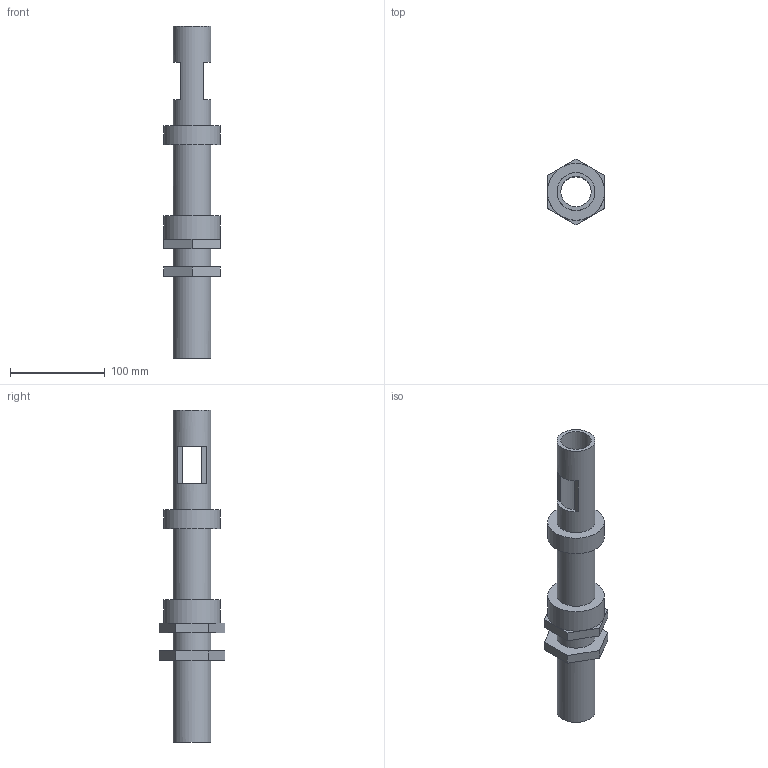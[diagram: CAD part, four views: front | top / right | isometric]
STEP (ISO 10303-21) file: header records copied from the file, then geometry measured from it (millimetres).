
FILE_DESCRIPTION(('FreeCAD Model'),'2;1');
FILE_NAME('tube.step','2013-12-31T00:14:03',( 'FreeCAD'),('FreeCAD'),'Open CASCADE STEP processor 6.5','FreeCAD', 'Unknown');
FILE_SCHEMA(('AUTOMOTIVE_DESIGN_CC2 { 1 2 10303 214 -1 1 5 4 }'));
Length unit declared in the file: millimetre
Products named in the file (5): Pad001; Pad002; Cut; Pad004; Pad005
Bounding box: 60 x 69.28 x 350 mm (x, y, z)
Volume: 257013.1 mm3; surface area: 111377.3 mm2
Topology: 5 solids, 5 shells, 38 faces, 90 edges, 60 vertices
Faces by surface type: plane 30, cylinder 8
Full cylindrical faces by diameter (mm): 32 x1, 40 x5, 60 x2
Entity records: 2431 total; most frequent: CARTESIAN_POINT 493, DIRECTION 342, LINE 198, VECTOR 198, ORIENTED_EDGE 180, PCURVE 180, DEFINITIONAL_REPRESENTATION 180, EDGE_CURVE 90
